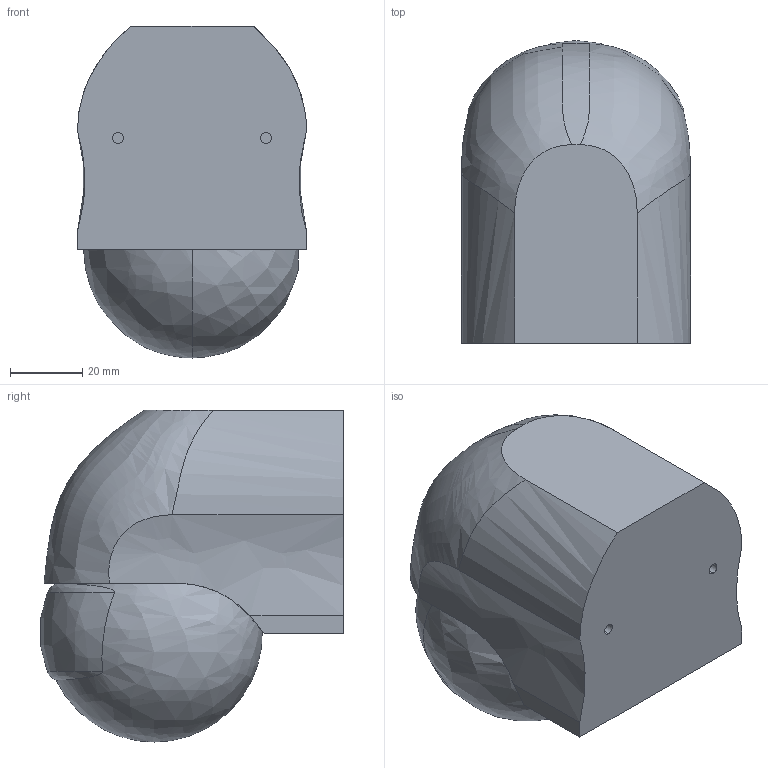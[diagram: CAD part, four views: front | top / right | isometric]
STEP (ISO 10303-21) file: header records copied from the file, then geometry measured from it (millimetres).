
FILE_DESCRIPTION (( 'STEP AP214' ), '1' );
FILE_NAME ('LDD10-010-1100-001 Äàò÷èê äâèæåíèÿ ÄÄ 010 áåëûé, ìàêñ. íàãðóçêà 1100Âò, óãîë îáçîðà 180ãðàä., äàëüíîñòü 10ì, IP44, ÈÝÊ.STEP', '2017-08-30T13:02:57', ( '' ), ( '' ), 'SwSTEP 2.0', 'SolidWorks 2014', '' );
FILE_SCHEMA (( 'AUTOMOTIVE_DESIGN' ));
Length unit declared in the file: millimetre
Products named in the file (1): LDD10-010-1100-001 Äàò÷èê äâèæåíèÿ ÄÄ 010 áåëûé, ìàêñ. íàãðóçêà 1100Âò, óãîë îáçîðà 180ãðàä., äàëüíîñòü 10ì, IP44, ÈÝÊ
Bounding box: 63.5 x 83.98 x 92.03 mm (x, y, z)
Volume: 311345.6 mm3; surface area: 27219.4 mm2
Topology: 1 solids, 1 shells, 31 faces, 80 edges, 51 vertices
Faces by surface type: bspline 13, plane 10, cylinder 8
Entity records: 2371 total; most frequent: CARTESIAN_POINT 1673, ORIENTED_EDGE 152, DIRECTION 111, EDGE_CURVE 76, VERTEX_POINT 51, AXIS2_PLACEMENT_3D 42, EDGE_LOOP 35, ADVANCED_FACE 31
